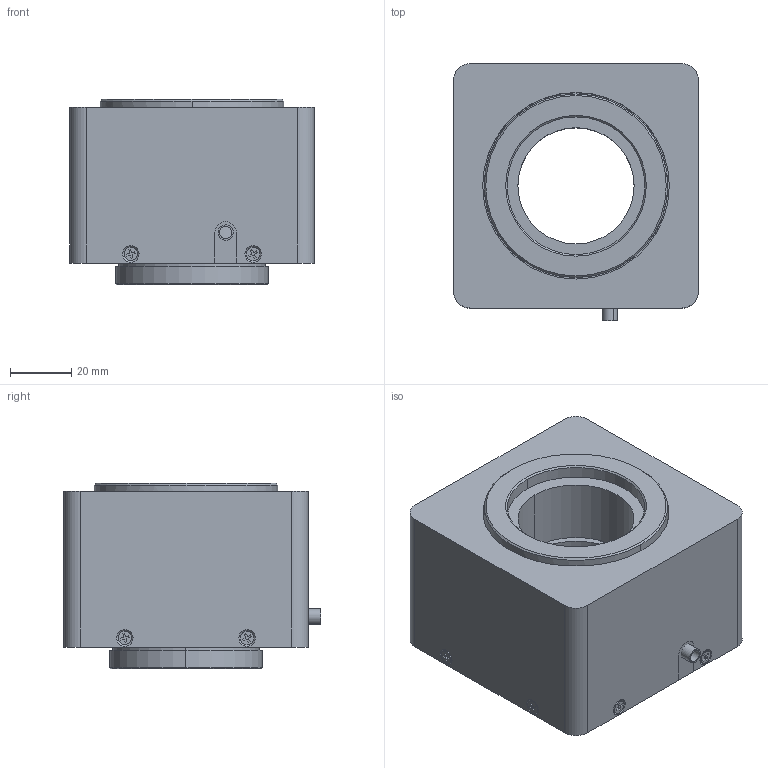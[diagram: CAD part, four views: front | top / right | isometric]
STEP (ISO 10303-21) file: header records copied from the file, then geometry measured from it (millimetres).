
FILE_DESCRIPTION (( 'STEP AP203' ), '1' );
FILE_NAME ('XD730.500装配体-客户需求模型-22.03.04.STEP', '2022-03-04T06:56:10', ( '微软用户' ), ( '微软公司' ), 'SwSTEP 2.0', 'SolidWorks 2016', '' );
FILE_SCHEMA (( 'CONFIG_CONTROL_DESIGN' ));
Length unit declared in the file: millimetre
Products named in the file (1): XD730.500装配体-客户需求模型-22.03.04
Bounding box: 80.1 x 84.05 x 60.5 mm (x, y, z)
Surface area: 50035 mm2 (no closed solid volume)
Topology: 0 solids, 17 shells, 226 faces, 672 edges, 472 vertices
Faces by surface type: plane 128, cylinder 74, cone 24
Entity records: 7687 total; most frequent: CARTESIAN_POINT 1407, DIRECTION 1328, ORIENTED_EDGE 1206, EDGE_CURVE 672, VERTEX_POINT 472, LINE 446, VECTOR 446, AXIS2_PLACEMENT_3D 441
